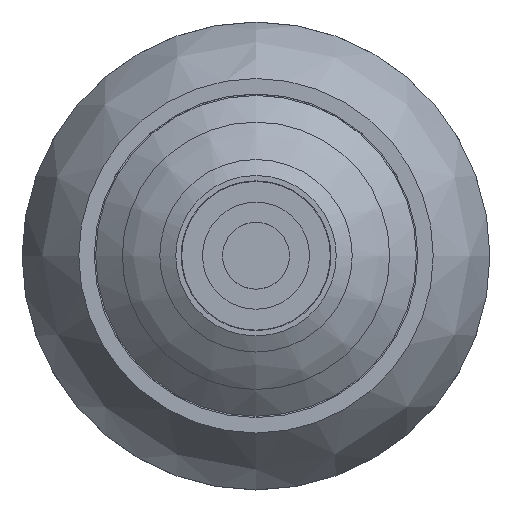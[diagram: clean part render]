
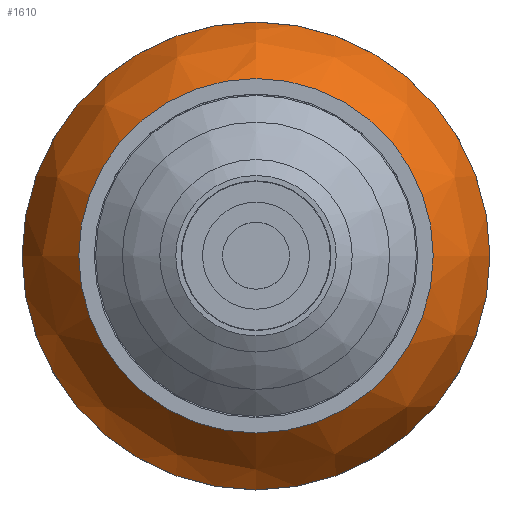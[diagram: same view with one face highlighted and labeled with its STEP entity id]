
A CAD part, top view. The second image highlights one B-rep face of the part: STEP entity #1610.
In plain terms, the highlighted free-form (B-spline) face has degree [2, 2] with [3, 9] control points.
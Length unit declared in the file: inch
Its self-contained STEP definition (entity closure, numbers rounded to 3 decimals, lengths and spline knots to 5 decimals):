
#41=(
BOUNDED_SURFACE()
B_SPLINE_SURFACE(2,2,((#2492,#2493,#2494,#2495,#2496,#2497,#2498,#2499,
#2500),(#2501,#2502,#2503,#2504,#2505,#2506,#2507,#2508,#2509),(#2510,#2511,
#2512,#2513,#2514,#2515,#2516,#2517,#2518)),.UNSPECIFIED.,.F.,.T.,.F.)
B_SPLINE_SURFACE_WITH_KNOTS((3,3),(3,2,2,2,3),(-0.88813,-0.20109),
(-3.14159,-1.5708,0.,1.5708,3.14159),
 .UNSPECIFIED.)
GEOMETRIC_REPRESENTATION_ITEM()
RATIONAL_B_SPLINE_SURFACE(((1.,0.707,1.,0.707,1.,
0.707,1.,0.707,1.),(0.942,0.666,
0.942,0.666,0.942,0.666,
0.942,0.666,0.942),(1.,0.707,
1.,0.707,1.,0.707,1.,0.707,1.)))
REPRESENTATION_ITEM('')
SURFACE()
);
#329=FACE_OUTER_BOUND('',#433,.T.);
#433=EDGE_LOOP('',(#1075,#1076,#1077,#1078,#1079));
#559=CIRCLE('',#1740,0.34449);
#560=CIRCLE('',#1741,0.34449);
#561=CIRCLE('',#1742,0.23916);
#562=CIRCLE('',#1743,0.26102);
#669=VERTEX_POINT('',#2487);
#670=VERTEX_POINT('',#2489);
#671=VERTEX_POINT('',#2519);
#832=EDGE_CURVE('',#669,#670,#559,.T.);
#833=EDGE_CURVE('',#670,#669,#560,.T.);
#834=EDGE_CURVE('',#670,#671,#561,.T.);
#835=EDGE_CURVE('',#671,#671,#562,.T.);
#1075=ORIENTED_EDGE('',*,*,#832,.F.);
#1076=ORIENTED_EDGE('',*,*,#833,.F.);
#1077=ORIENTED_EDGE('',*,*,#834,.T.);
#1078=ORIENTED_EDGE('',*,*,#835,.T.);
#1079=ORIENTED_EDGE('',*,*,#834,.F.);
#1610=ADVANCED_FACE('',(#329),#41,.F.);
#1740=AXIS2_PLACEMENT_3D('',#2490,#1959,#1960);
#1741=AXIS2_PLACEMENT_3D('',#2491,#1961,#1962);
#1742=AXIS2_PLACEMENT_3D('',#2520,#1963,#1964);
#1743=AXIS2_PLACEMENT_3D('',#2521,#1965,#1966);
#1959=DIRECTION('center_axis',(0.,0.,
-1.));
#1960=DIRECTION('ref_axis',(-1.,0.,0.));
#1961=DIRECTION('center_axis',(0.,0.,
-1.));
#1962=DIRECTION('ref_axis',(-1.,0.,0.));
#1963=DIRECTION('center_axis',(1.,0.,0.));
#1964=DIRECTION('ref_axis',(0.,1.,0.));
#1965=DIRECTION('center_axis',(0.,0.,
-1.));
#1966=DIRECTION('ref_axis',(-1.,0.,0.));
#2487=CARTESIAN_POINT('',(0.34449,0.,0.05906));
#2489=CARTESIAN_POINT('',(0.,0.34449,0.05906));
#2490=CARTESIAN_POINT('Origin',(0.,0.,
0.05906));
#2491=CARTESIAN_POINT('Origin',(0.,0.,
0.05906));
#2492=CARTESIAN_POINT('Ctrl Pts',(0.,0.26102,
0.19685));
#2493=CARTESIAN_POINT('Ctrl Pts',(0.26102,0.26102,0.19685));
#2494=CARTESIAN_POINT('Ctrl Pts',(0.26102,0.,
0.19685));
#2495=CARTESIAN_POINT('Ctrl Pts',(0.26102,-0.26102,
0.19685));
#2496=CARTESIAN_POINT('Ctrl Pts',(0.,-0.26102,
0.19685));
#2497=CARTESIAN_POINT('Ctrl Pts',(-0.26102,-0.26102,
0.19685));
#2498=CARTESIAN_POINT('Ctrl Pts',(-0.26102,0.,
0.19685));
#2499=CARTESIAN_POINT('Ctrl Pts',(-0.26102,0.26102,
0.19685));
#2500=CARTESIAN_POINT('Ctrl Pts',(0.,0.26102,
0.19685));
#2501=CARTESIAN_POINT('Ctrl Pts',(0.,0.3274,
0.14288));
#2502=CARTESIAN_POINT('Ctrl Pts',(0.3274,0.3274,0.14288));
#2503=CARTESIAN_POINT('Ctrl Pts',(0.3274,0.,
0.14288));
#2504=CARTESIAN_POINT('Ctrl Pts',(0.3274,-0.3274,
0.14288));
#2505=CARTESIAN_POINT('Ctrl Pts',(0.,-0.3274,
0.14288));
#2506=CARTESIAN_POINT('Ctrl Pts',(-0.3274,-0.3274,
0.14288));
#2507=CARTESIAN_POINT('Ctrl Pts',(-0.3274,0.,
0.14288));
#2508=CARTESIAN_POINT('Ctrl Pts',(-0.3274,0.3274,
0.14288));
#2509=CARTESIAN_POINT('Ctrl Pts',(0.,0.3274,
0.14288));
#2510=CARTESIAN_POINT('Ctrl Pts',(0.,0.34449,
0.05906));
#2511=CARTESIAN_POINT('Ctrl Pts',(0.34449,0.34449,0.05906));
#2512=CARTESIAN_POINT('Ctrl Pts',(0.34449,0.,
0.05906));
#2513=CARTESIAN_POINT('Ctrl Pts',(0.34449,-0.34449,
0.05906));
#2514=CARTESIAN_POINT('Ctrl Pts',(0.,-0.34449,
0.05906));
#2515=CARTESIAN_POINT('Ctrl Pts',(-0.34449,-0.34449,
0.05906));
#2516=CARTESIAN_POINT('Ctrl Pts',(-0.34449,0.,
0.05906));
#2517=CARTESIAN_POINT('Ctrl Pts',(-0.34449,0.34449,
0.05906));
#2518=CARTESIAN_POINT('Ctrl Pts',(0.,0.34449,
0.05906));
#2519=CARTESIAN_POINT('',(0.,0.26102,0.19685));
#2520=CARTESIAN_POINT('Origin',(0.,0.11014,
0.01128));
#2521=CARTESIAN_POINT('Origin',(0.,0.,
0.19685));
